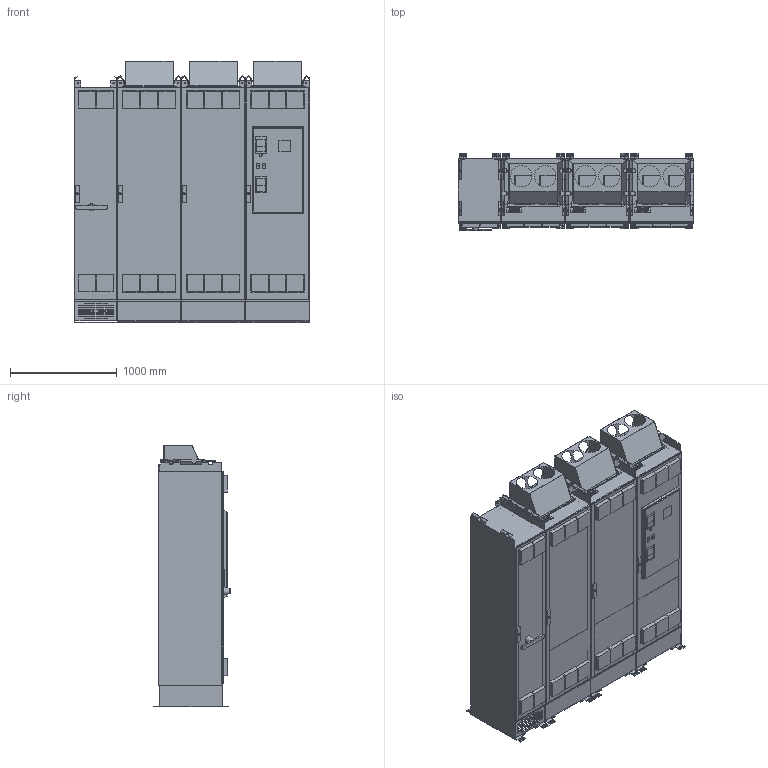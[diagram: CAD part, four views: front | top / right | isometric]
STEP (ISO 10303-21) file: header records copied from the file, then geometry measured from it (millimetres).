
FILE_DESCRIPTION(/* description */ (''),/* implementation_level */ '2;1');
FILE_NAME(/* name */ '181K4971.stp',/* time_stamp */ '2026-01-15T14:13:22+02:00',/* author */ (''),/* organization */ (''),/* preprocessor_version */ 'ST-DEVELOPER v20',/* originating_system */ 'SIEMENS PLM Software NX2312.3002',/* authorisation */ '');
FILE_SCHEMA (('AUTOMOTIVE_DESIGN { 1 0 10303 214 3 1 1 1 }'));
Products named in the file (15): 181K4895; 181K4904; 181K4891; 181K4917; 181K4894; 181K4903; 181K4889; 181K4925; 181K4908; 181K5009; 181K4930; 181K4950; 181K4921; 181K4926; 181K4971
Assembly tree (17 placements, depth 3):
  181K4971
    181K4926
      181K4908
      181K4925
      181K4889
    181K4930
    181K4921  x2
      181K4903
      181K4894
      181K4917
      181K4891
    181K4950
      181K4904
      181K4895
      181K4891
      181K4917
    181K5009
Bounding box: 2200 x 728.4 x 2441.18 mm (x, y, z)
Volume: 1432975344.8 mm3; surface area: 78530637.4 mm2
Topology: 17 solids, 61 shells, 5234 faces, 14096 edges, 9340 vertices
Faces by surface type: plane 4106, cylinder 701, torus 192, extrusion 124, cone 73, bspline 38
Full cylindrical faces by diameter (mm): 3 x4, 3.3 x1, 6.5 x8, 7 x9, 8 x1, 8.5 x4, 9 x1, 10 x24, 10.5 x29, 12.2 x4, 13 x12, 15 x12, 15.5 x72, 18 x20, 19.788 x4, 22 x1, 25.854 x2, 26 x6, 28 x1, 28.338 x1, 28.472 x1, 46 x40, 65 x12, 165 x9, 200 x12
Entity records: 150348 total; most frequent: CARTESIAN_POINT 30643, ORIENTED_EDGE 20598, DIRECTION 18780, EDGE_CURVE 10299, VECTOR 8658, LINE 8544, VERTEX_POINT 7064, EDGE_LOOP 5237
